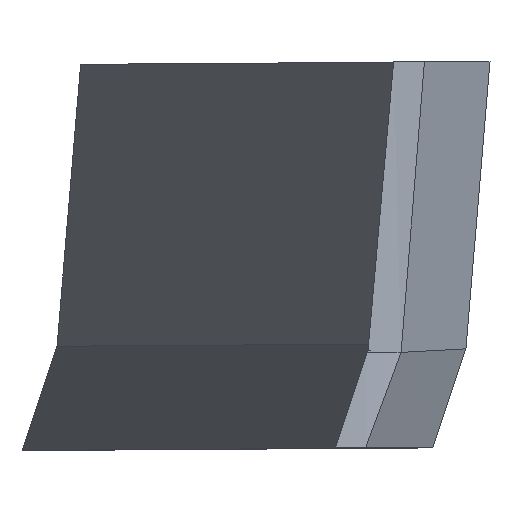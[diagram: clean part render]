
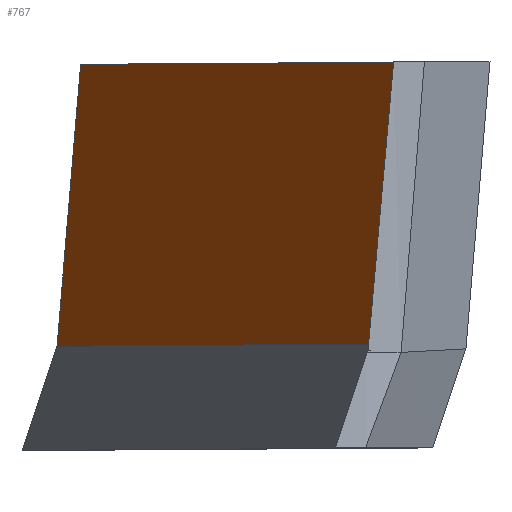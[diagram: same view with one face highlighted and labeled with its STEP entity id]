
A CAD part, top view. The second image highlights one B-rep face of the part: STEP entity #767.
In plain terms, the highlighted planar face has unit normal (-0.963, 0.086, 0.255).
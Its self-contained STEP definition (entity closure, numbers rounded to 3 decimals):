
#32 = PLANE('',#33);
#33 = AXIS2_PLACEMENT_3D('',#34,#35,#36);
#34 = CARTESIAN_POINT('',(4809.311,203.339,
    4495.361));
#35 = DIRECTION('',(0.,-1.,
    0.));
#36 = DIRECTION('',(0.,0.,1.)
  );
#85 = VERTEX_POINT('',#86);
#86 = CARTESIAN_POINT('',(4156.465,203.332,
    3850.755));
#100 = PLANE('',#101);
#101 = AXIS2_PLACEMENT_3D('',#102,#103,#104);
#102 = CARTESIAN_POINT('',(4031.33,193.532,
    3883.913));
#103 = DIRECTION('',(-0.256,0.,-0.967));
#104 = DIRECTION('',(-0.967,0.,0.256));
#112 = EDGE_CURVE('',#85,#113,#115,.T.);
#113 = VERTEX_POINT('',#114);
#114 = CARTESIAN_POINT('',(4280.808,203.341,
    4320.004));
#115 = SURFACE_CURVE('',#116,(#120,#127),.PCURVE_S1.);
#116 = LINE('',#117,#118);
#117 = CARTESIAN_POINT('',(4320.346,203.344,
    4469.217));
#118 = VECTOR('',#119,1.);
#119 = DIRECTION('',(0.256,0.,0.967));
#120 = PCURVE('',#32,#121);
#121 = DEFINITIONAL_REPRESENTATION('',(#122),#126);
#122 = LINE('',#123,#124);
#123 = CARTESIAN_POINT('',(-26.15,488.964));
#124 = VECTOR('',#125,1.);
#125 = DIRECTION('',(0.967,-0.256));
#126 = ( GEOMETRIC_REPRESENTATION_CONTEXT(2) 
PARAMETRIC_REPRESENTATION_CONTEXT() REPRESENTATION_CONTEXT('2D SPACE',''
  ) );
#127 = PCURVE('',#128,#133);
#128 = PLANE('',#129);
#129 = AXIS2_PLACEMENT_3D('',#130,#131,#132);
#130 = CARTESIAN_POINT('',(4274.033,110.691,
    4325.779));
#131 = DIRECTION('',(0.963,-0.086,-0.255)
  );
#132 = DIRECTION('',(0.089,0.996,
    0.));
#133 = DEFINITIONAL_REPRESENTATION('',(#134),#138);
#134 = LINE('',#135,#136);
#135 = CARTESIAN_POINT('',(96.418,148.349));
#136 = VECTOR('',#137,1.);
#137 = DIRECTION('',(0.023,1.));
#138 = ( GEOMETRIC_REPRESENTATION_CONTEXT(2) 
PARAMETRIC_REPRESENTATION_CONTEXT() REPRESENTATION_CONTEXT('2D SPACE',''
  ) );
#156 = PLANE('',#157);
#157 = AXIS2_PLACEMENT_3D('',#158,#159,#160);
#158 = CARTESIAN_POINT('',(4283.066,359.494,
    4336.257));
#159 = DIRECTION('',(0.866,-0.064,0.496));
#160 = DIRECTION('',(-0.498,-0.028,0.867)
  );
#278 = VERTEX_POINT('',#279);
#279 = CARTESIAN_POINT('',(4148.789,111.684,
    3852.789));
#293 = PLANE('',#294);
#294 = AXIS2_PLACEMENT_3D('',#295,#296,#297);
#295 = CARTESIAN_POINT('',(4255.898,57.625,
    4330.315));
#296 = DIRECTION('',(-0.913,0.328,0.242));
#297 = DIRECTION('',(0.318,0.945,-0.08)
  );
#305 = EDGE_CURVE('',#85,#278,#306,.T.);
#306 = SURFACE_CURVE('',#307,(#311,#318),.PCURVE_S1.);
#307 = LINE('',#308,#309);
#308 = CARTESIAN_POINT('',(4151.712,146.581,
    3852.014));
#309 = VECTOR('',#310,1.);
#310 = DIRECTION('',(-0.083,-0.996,
    0.022));
#311 = PCURVE('',#100,#312);
#312 = DEFINITIONAL_REPRESENTATION('',(#313),#317);
#313 = LINE('',#314,#315);
#314 = CARTESIAN_POINT('',(-124.536,-46.951));
#315 = VECTOR('',#316,1.);
#316 = DIRECTION('',(0.086,-0.996));
#317 = ( GEOMETRIC_REPRESENTATION_CONTEXT(2) 
PARAMETRIC_REPRESENTATION_CONTEXT() REPRESENTATION_CONTEXT('2D SPACE',''
  ) );
#318 = PCURVE('',#128,#319);
#319 = DEFINITIONAL_REPRESENTATION('',(#320),#324);
#320 = LINE('',#321,#322);
#321 = CARTESIAN_POINT('',(24.826,-489.987));
#322 = VECTOR('',#323,1.);
#323 = DIRECTION('',(-1.,0.023));
#324 = ( GEOMETRIC_REPRESENTATION_CONTEXT(2) 
PARAMETRIC_REPRESENTATION_CONTEXT() REPRESENTATION_CONTEXT('2D SPACE',''
  ) );
#508 = VERTEX_POINT('',#509);
#509 = CARTESIAN_POINT('',(4273.045,111.684,
    4321.714));
#530 = EDGE_CURVE('',#508,#278,#531,.T.);
#531 = SURFACE_CURVE('',#532,(#536,#543),.PCURVE_S1.);
#532 = LINE('',#533,#534);
#533 = CARTESIAN_POINT('',(4274.083,111.684,
    4325.631));
#534 = VECTOR('',#535,1.);
#535 = DIRECTION('',(-0.256,0.,-0.967));
#536 = PCURVE('',#293,#537);
#537 = DEFINITIONAL_REPRESENTATION('',(#538),#542);
#538 = LINE('',#539,#540);
#539 = CARTESIAN_POINT('',(57.227,0.126));
#540 = VECTOR('',#541,1.);
#541 = DIRECTION('',(-0.004,1.));
#542 = ( GEOMETRIC_REPRESENTATION_CONTEXT(2) 
PARAMETRIC_REPRESENTATION_CONTEXT() REPRESENTATION_CONTEXT('2D SPACE',''
  ) );
#543 = PCURVE('',#128,#544);
#544 = DEFINITIONAL_REPRESENTATION('',(#545),#549);
#545 = LINE('',#546,#547);
#546 = CARTESIAN_POINT('',(0.993,-0.153));
#547 = VECTOR('',#548,1.);
#548 = DIRECTION('',(-0.023,-1.));
#549 = ( GEOMETRIC_REPRESENTATION_CONTEXT(2) 
PARAMETRIC_REPRESENTATION_CONTEXT() REPRESENTATION_CONTEXT('2D SPACE',''
  ) );
#767 = ADVANCED_FACE('',(#768),#128,.F.);
#768 = FACE_BOUND('',#769,.T.);
#769 = EDGE_LOOP('',(#770,#771,#772,#773));
#770 = ORIENTED_EDGE('',*,*,#112,.F.);
#771 = ORIENTED_EDGE('',*,*,#305,.T.);
#772 = ORIENTED_EDGE('',*,*,#530,.F.);
#773 = ORIENTED_EDGE('',*,*,#774,.F.);
#774 = EDGE_CURVE('',#113,#508,#775,.T.);
#775 = SURFACE_CURVE('',#776,(#780,#787),.PCURVE_S1.);
#776 = LINE('',#777,#778);
#777 = CARTESIAN_POINT('',(4283.444,234.462,
    4319.423));
#778 = VECTOR('',#779,1.);
#779 = DIRECTION('',(-0.084,-0.996,
    0.019));
#780 = PCURVE('',#128,#781);
#781 = DEFINITIONAL_REPRESENTATION('',(#782),#786);
#782 = LINE('',#783,#784);
#783 = CARTESIAN_POINT('',(124.117,-6.574));
#784 = VECTOR('',#785,1.);
#785 = DIRECTION('',(-1.,0.019));
#786 = ( GEOMETRIC_REPRESENTATION_CONTEXT(2) 
PARAMETRIC_REPRESENTATION_CONTEXT() REPRESENTATION_CONTEXT('2D SPACE',''
  ) );
#787 = PCURVE('',#156,#788);
#788 = DEFINITIONAL_REPRESENTATION('',(#789),#793);
#789 = LINE('',#790,#791);
#790 = CARTESIAN_POINT('',(-11.282,125.656));
#791 = VECTOR('',#792,1.);
#792 = DIRECTION('',(0.086,0.996));
#793 = ( GEOMETRIC_REPRESENTATION_CONTEXT(2) 
PARAMETRIC_REPRESENTATION_CONTEXT() REPRESENTATION_CONTEXT('2D SPACE',''
  ) );
